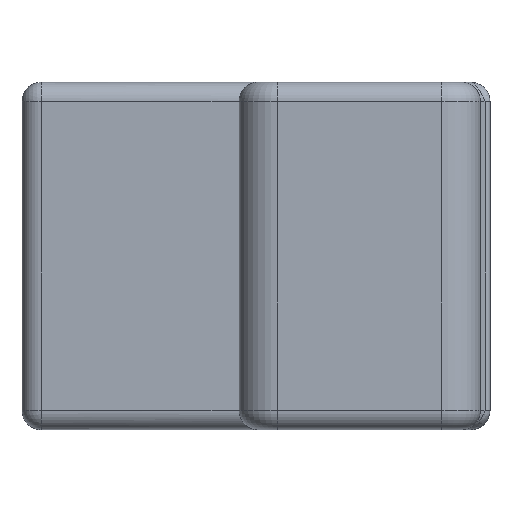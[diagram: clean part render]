
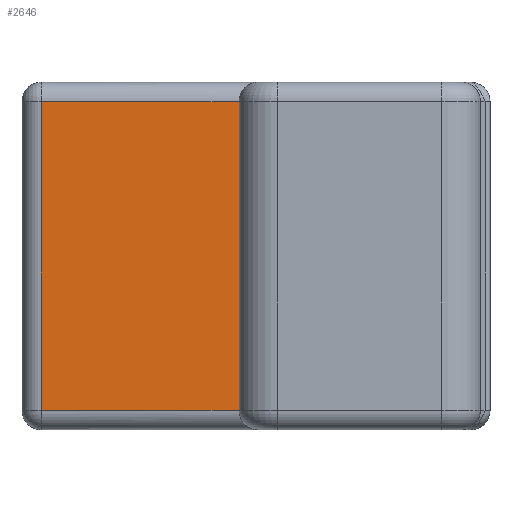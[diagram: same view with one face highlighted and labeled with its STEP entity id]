
A CAD part, top view. The second image highlights one B-rep face of the part: STEP entity #2646.
In plain terms, the highlighted planar face has unit normal (0, 0, 1).
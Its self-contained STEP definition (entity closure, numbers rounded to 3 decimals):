
#270 = CYLINDRICAL_SURFACE('',#271,4.);
#271 = AXIS2_PLACEMENT_3D('',#272,#273,#274);
#272 = CARTESIAN_POINT('',(-3.5,32.,10.4));
#273 = DIRECTION('',(-1.,0.,0.));
#274 = DIRECTION('',(0.,1.,0.));
#1203 = VERTEX_POINT('',#1204);
#1204 = CARTESIAN_POINT('',(-3.5,32.,14.4));
#1218 = PLANE('',#1219);
#1219 = AXIS2_PLACEMENT_3D('',#1220,#1221,#1222);
#1220 = CARTESIAN_POINT('',(-3.5,36.,23.4));
#1221 = DIRECTION('',(1.,0.,0.));
#1222 = DIRECTION('',(0.,-0.,-1.));
#1269 = EDGE_CURVE('',#1203,#1270,#1272,.T.);
#1270 = VERTEX_POINT('',#1271);
#1271 = CARTESIAN_POINT('',(-44.5,32.,14.4));
#1272 = SURFACE_CURVE('',#1273,(#1277,#1284),.PCURVE_S1.);
#1273 = LINE('',#1274,#1275);
#1274 = CARTESIAN_POINT('',(-3.5,32.,14.4));
#1275 = VECTOR('',#1276,1.);
#1276 = DIRECTION('',(-1.,0.,0.));
#1277 = PCURVE('',#270,#1278);
#1278 = DEFINITIONAL_REPRESENTATION('',(#1279),#1283);
#1279 = LINE('',#1280,#1281);
#1280 = CARTESIAN_POINT('',(-1.571,0.));
#1281 = VECTOR('',#1282,1.);
#1282 = DIRECTION('',(-0.,1.));
#1283 = ( GEOMETRIC_REPRESENTATION_CONTEXT(2) 
PARAMETRIC_REPRESENTATION_CONTEXT() REPRESENTATION_CONTEXT('2D SPACE',''
  ) );
#1284 = PCURVE('',#1285,#1290);
#1285 = PLANE('',#1286);
#1286 = AXIS2_PLACEMENT_3D('',#1287,#1288,#1289);
#1287 = CARTESIAN_POINT('',(-3.5,36.,14.4));
#1288 = DIRECTION('',(0.,-0.,-1.));
#1289 = DIRECTION('',(-1.,0.,0.));
#1290 = DEFINITIONAL_REPRESENTATION('',(#1291),#1295);
#1291 = LINE('',#1292,#1293);
#1292 = CARTESIAN_POINT('',(0.,-4.));
#1293 = VECTOR('',#1294,1.);
#1294 = DIRECTION('',(1.,0.));
#1295 = ( GEOMETRIC_REPRESENTATION_CONTEXT(2) 
PARAMETRIC_REPRESENTATION_CONTEXT() REPRESENTATION_CONTEXT('2D SPACE',''
  ) );
#1394 = CYLINDRICAL_SURFACE('',#1395,4.);
#1395 = AXIS2_PLACEMENT_3D('',#1396,#1397,#1398);
#1396 = CARTESIAN_POINT('',(-44.5,36.,10.4));
#1397 = DIRECTION('',(0.,-1.,0.));
#1398 = DIRECTION('',(-1.,0.,0.));
#1691 = CYLINDRICAL_SURFACE('',#1692,4.);
#1692 = AXIS2_PLACEMENT_3D('',#1693,#1694,#1695);
#1693 = CARTESIAN_POINT('',(-3.5,-32.,10.4));
#1694 = DIRECTION('',(-1.,0.,0.));
#1695 = DIRECTION('',(0.,0.,1.));
#2603 = VERTEX_POINT('',#2604);
#2604 = CARTESIAN_POINT('',(-3.5,-32.,14.4));
#2625 = EDGE_CURVE('',#1203,#2603,#2626,.T.);
#2626 = SURFACE_CURVE('',#2627,(#2631,#2638),.PCURVE_S1.);
#2627 = LINE('',#2628,#2629);
#2628 = CARTESIAN_POINT('',(-3.5,36.,14.4));
#2629 = VECTOR('',#2630,1.);
#2630 = DIRECTION('',(0.,-1.,0.));
#2631 = PCURVE('',#1218,#2632);
#2632 = DEFINITIONAL_REPRESENTATION('',(#2633),#2637);
#2633 = LINE('',#2634,#2635);
#2634 = CARTESIAN_POINT('',(9.,0.));
#2635 = VECTOR('',#2636,1.);
#2636 = DIRECTION('',(0.,-1.));
#2637 = ( GEOMETRIC_REPRESENTATION_CONTEXT(2) 
PARAMETRIC_REPRESENTATION_CONTEXT() REPRESENTATION_CONTEXT('2D SPACE',''
  ) );
#2638 = PCURVE('',#1285,#2639);
#2639 = DEFINITIONAL_REPRESENTATION('',(#2640),#2644);
#2640 = LINE('',#2641,#2642);
#2641 = CARTESIAN_POINT('',(0.,-0.));
#2642 = VECTOR('',#2643,1.);
#2643 = DIRECTION('',(0.,-1.));
#2644 = ( GEOMETRIC_REPRESENTATION_CONTEXT(2) 
PARAMETRIC_REPRESENTATION_CONTEXT() REPRESENTATION_CONTEXT('2D SPACE',''
  ) );
#2646 = ADVANCED_FACE('',(#2647),#1285,.F.);
#2647 = FACE_BOUND('',#2648,.F.);
#2648 = EDGE_LOOP('',(#2649,#2650,#2673,#2694));
#2649 = ORIENTED_EDGE('',*,*,#2625,.T.);
#2650 = ORIENTED_EDGE('',*,*,#2651,.T.);
#2651 = EDGE_CURVE('',#2603,#2652,#2654,.T.);
#2652 = VERTEX_POINT('',#2653);
#2653 = CARTESIAN_POINT('',(-44.5,-32.,14.4));
#2654 = SURFACE_CURVE('',#2655,(#2659,#2666),.PCURVE_S1.);
#2655 = LINE('',#2656,#2657);
#2656 = CARTESIAN_POINT('',(-3.5,-32.,14.4));
#2657 = VECTOR('',#2658,1.);
#2658 = DIRECTION('',(-1.,0.,0.));
#2659 = PCURVE('',#1285,#2660);
#2660 = DEFINITIONAL_REPRESENTATION('',(#2661),#2665);
#2661 = LINE('',#2662,#2663);
#2662 = CARTESIAN_POINT('',(0.,-68.));
#2663 = VECTOR('',#2664,1.);
#2664 = DIRECTION('',(1.,0.));
#2665 = ( GEOMETRIC_REPRESENTATION_CONTEXT(2) 
PARAMETRIC_REPRESENTATION_CONTEXT() REPRESENTATION_CONTEXT('2D SPACE',''
  ) );
#2666 = PCURVE('',#1691,#2667);
#2667 = DEFINITIONAL_REPRESENTATION('',(#2668),#2672);
#2668 = LINE('',#2669,#2670);
#2669 = CARTESIAN_POINT('',(-0.,0.));
#2670 = VECTOR('',#2671,1.);
#2671 = DIRECTION('',(-0.,1.));
#2672 = ( GEOMETRIC_REPRESENTATION_CONTEXT(2) 
PARAMETRIC_REPRESENTATION_CONTEXT() REPRESENTATION_CONTEXT('2D SPACE',''
  ) );
#2673 = ORIENTED_EDGE('',*,*,#2674,.F.);
#2674 = EDGE_CURVE('',#1270,#2652,#2675,.T.);
#2675 = SURFACE_CURVE('',#2676,(#2680,#2687),.PCURVE_S1.);
#2676 = LINE('',#2677,#2678);
#2677 = CARTESIAN_POINT('',(-44.5,36.,14.4));
#2678 = VECTOR('',#2679,1.);
#2679 = DIRECTION('',(0.,-1.,0.));
#2680 = PCURVE('',#1285,#2681);
#2681 = DEFINITIONAL_REPRESENTATION('',(#2682),#2686);
#2682 = LINE('',#2683,#2684);
#2683 = CARTESIAN_POINT('',(41.,0.));
#2684 = VECTOR('',#2685,1.);
#2685 = DIRECTION('',(0.,-1.));
#2686 = ( GEOMETRIC_REPRESENTATION_CONTEXT(2) 
PARAMETRIC_REPRESENTATION_CONTEXT() REPRESENTATION_CONTEXT('2D SPACE',''
  ) );
#2687 = PCURVE('',#1394,#2688);
#2688 = DEFINITIONAL_REPRESENTATION('',(#2689),#2693);
#2689 = LINE('',#2690,#2691);
#2690 = CARTESIAN_POINT('',(-1.571,0.));
#2691 = VECTOR('',#2692,1.);
#2692 = DIRECTION('',(-0.,1.));
#2693 = ( GEOMETRIC_REPRESENTATION_CONTEXT(2) 
PARAMETRIC_REPRESENTATION_CONTEXT() REPRESENTATION_CONTEXT('2D SPACE',''
  ) );
#2694 = ORIENTED_EDGE('',*,*,#1269,.F.);
